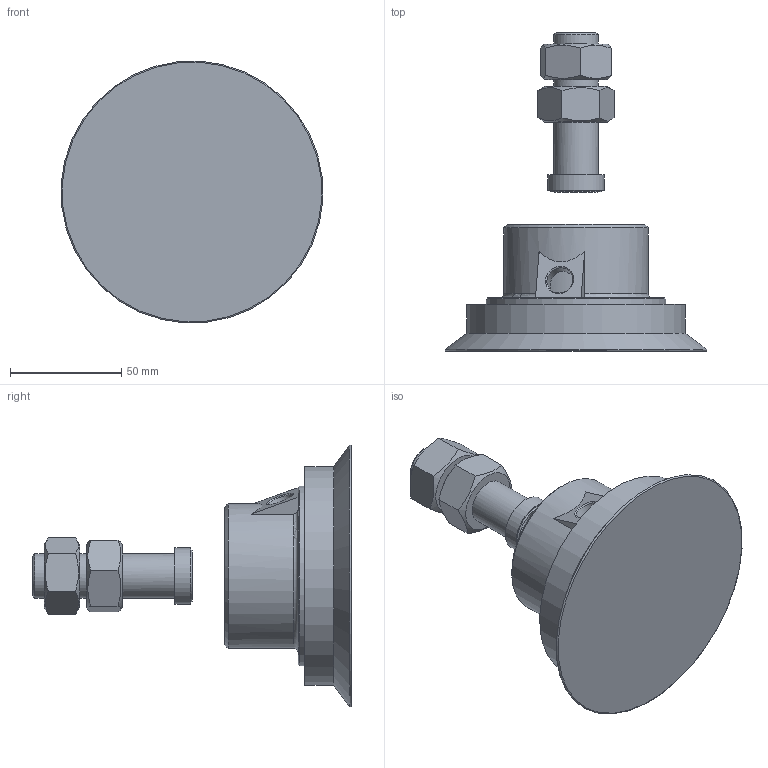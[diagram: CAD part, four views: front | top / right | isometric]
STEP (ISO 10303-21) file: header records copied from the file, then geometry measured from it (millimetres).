
FILE_DESCRIPTION(/* description */ (''),/* implementation_level */ '2;1');
FILE_NAME(/* name */ 'vmac110nit.stp',/* time_stamp */ '2020-11-17T11:39:08+01:00',/* author */ ('enginyeria'),/* organization */ (''),/* preprocessor_version */ 'ST-DEVELOPER v17.2',/* originating_system */ 'Autodesk Inventor 2019',/* authorisation */ '');
FILE_SCHEMA (('CONFIG_CONTROL_DESIGN'));
Length unit declared in the file: millimetre
Products named in the file (1): vmac110
Bounding box: 117.77 x 143.45 x 117.77 mm (x, y, z)
Volume: 342998.7 mm3; surface area: 44791.8 mm2
Topology: 1 solids, 1 shells, 57 faces, 145 edges, 104 vertices
Faces by surface type: plane 30, cylinder 13, cone 10, torus 4
Full cylindrical faces by diameter (mm): 12 x1, 20 x3, 25.5 x1, 50.2 x2, 51.2 x1, 65 x1, 81 x1, 87.5 x1, 98.5 x1
Entity records: 2030 total; most frequent: CARTESIAN_POINT 493, DIRECTION 309, ORIENTED_EDGE 290, EDGE_CURVE 145, AXIS2_PLACEMENT_3D 134, VERTEX_POINT 104, CIRCLE 75, EDGE_LOOP 71
